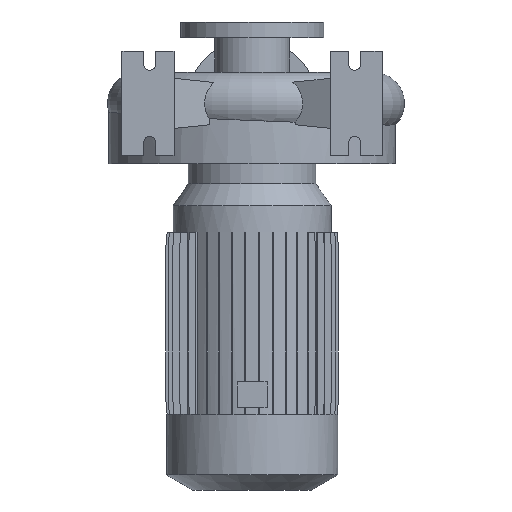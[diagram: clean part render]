
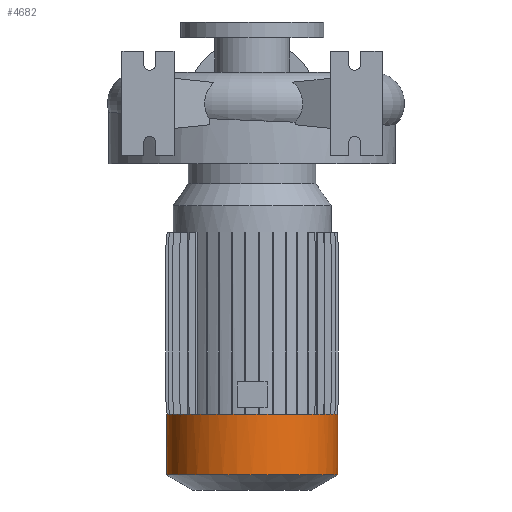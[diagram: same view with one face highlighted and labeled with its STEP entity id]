
A CAD part, front view. The second image highlights one B-rep face of the part: STEP entity #4682.
In plain terms, the highlighted cylindrical face has radius 131.5 mm (diameter 263 mm), a partial arc.
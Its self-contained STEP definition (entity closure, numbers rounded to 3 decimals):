
#223 = VECTOR ( 'NONE', #7071, 1000. ) ;
#242 = EDGE_CURVE ( 'NONE', #9842, #12528, #8453, .T. ) ;
#1068 = ORIENTED_EDGE ( 'NONE', *, *, #242, .T. ) ;
#1171 = AXIS2_PLACEMENT_3D ( 'NONE', #8763, #12426, #12353 ) ;
#1720 = DIRECTION ( 'NONE',  ( 1., 0., 0. ) ) ;
#1943 = DIRECTION ( 'NONE',  ( 0., 0., 1. ) ) ;
#2211 = ORIENTED_EDGE ( 'NONE', *, *, #4766, .F. ) ;
#3468 = EDGE_CURVE ( 'NONE', #7805, #9842, #5329, .T. ) ;
#4119 = AXIS2_PLACEMENT_3D ( 'NONE', #11445, #13657, #6539 ) ;
#4319 = FACE_OUTER_BOUND ( 'NONE', #7860, .T. ) ;
#4682 = ADVANCED_FACE ( 'NONE', ( #4319 ), #5546, .T. ) ;
#4766 = EDGE_CURVE ( 'NONE', #7805, #14821, #10665, .T. ) ;
#5329 = CIRCLE ( 'NONE', #1171, 131.5 ) ;
#5546 = CYLINDRICAL_SURFACE ( 'NONE', #4119, 131.5 ) ;
#5733 = ORIENTED_EDGE ( 'NONE', *, *, #6021, .F. ) ;
#5935 = DIRECTION ( 'NONE',  ( 0., 0., 1. ) ) ;
#5941 = ORIENTED_EDGE ( 'NONE', *, *, #3468, .T. ) ;
#6021 = EDGE_CURVE ( 'NONE', #14821, #12528, #9536, .T. ) ;
#6539 = DIRECTION ( 'NONE',  ( 1., 0., 0. ) ) ;
#7071 = DIRECTION ( 'NONE',  ( 0., 0., 1. ) ) ;
#7805 = VERTEX_POINT ( 'NONE', #11856 ) ;
#7860 = EDGE_LOOP ( 'NONE', ( #2211, #5941, #1068, #5733 ) ) ;
#8076 = CARTESIAN_POINT ( 'NONE',  ( -131.5, 0., 125. ) ) ;
#8453 = LINE ( 'NONE', #12892, #14834 ) ;
#8725 = CARTESIAN_POINT ( 'NONE',  ( 131.5, 0., -570.8 ) ) ;
#8763 = CARTESIAN_POINT ( 'NONE',  ( 0., 0., -570.8 ) ) ;
#9536 = CIRCLE ( 'NONE', #14177, 131.5 ) ;
#9819 = CARTESIAN_POINT ( 'NONE',  ( -131.5, 0., -478. ) ) ;
#9842 = VERTEX_POINT ( 'NONE', #8725 ) ;
#10065 = CARTESIAN_POINT ( 'NONE',  ( 0., 0., -478. ) ) ;
#10665 = LINE ( 'NONE', #8076, #223 ) ;
#11445 = CARTESIAN_POINT ( 'NONE',  ( 0., 0., 125. ) ) ;
#11555 = CARTESIAN_POINT ( 'NONE',  ( 131.5, 0., -478. ) ) ;
#11856 = CARTESIAN_POINT ( 'NONE',  ( -131.5, 0., -570.8 ) ) ;
#12353 = DIRECTION ( 'NONE',  ( 1., 0., 0. ) ) ;
#12426 = DIRECTION ( 'NONE',  ( 0., 0., 1. ) ) ;
#12528 = VERTEX_POINT ( 'NONE', #11555 ) ;
#12892 = CARTESIAN_POINT ( 'NONE',  ( 131.5, 0., 125. ) ) ;
#13657 = DIRECTION ( 'NONE',  ( 0., 0., 1. ) ) ;
#14177 = AXIS2_PLACEMENT_3D ( 'NONE', #10065, #1943, #1720 ) ;
#14821 = VERTEX_POINT ( 'NONE', #9819 ) ;
#14834 = VECTOR ( 'NONE', #5935, 1000. ) ;
